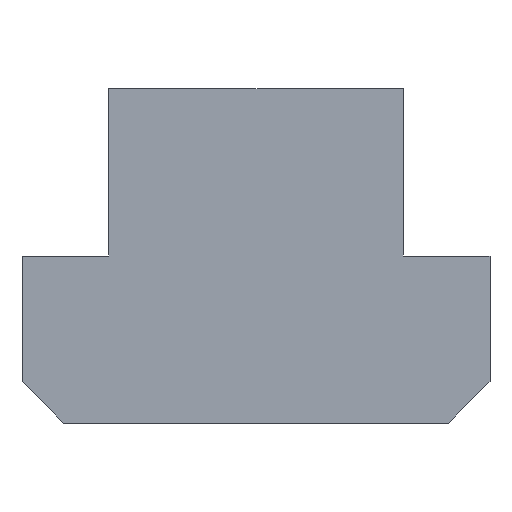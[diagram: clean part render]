
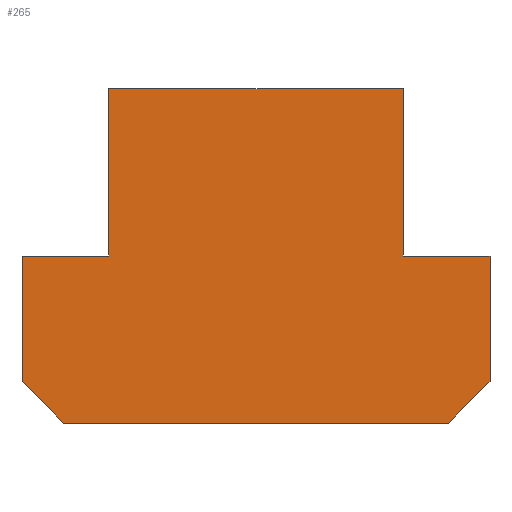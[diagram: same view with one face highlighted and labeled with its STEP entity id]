
A CAD part, front view. The second image highlights one B-rep face of the part: STEP entity #265.
In plain terms, the highlighted planar face has unit normal (0, -1, 0).
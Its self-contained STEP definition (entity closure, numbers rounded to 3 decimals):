
#107=VERTEX_POINT('',#289);
#109=EDGE_CURVE('',#107,#153,#291,.T.);
#115=VERTEX_POINT('',#297);
#119=EDGE_CURVE('',#135,#239,#301,.T.);
#129=EDGE_CURVE('',#155,#135,#312,.T.);
#135=VERTEX_POINT('',#319);
#151=EDGE_CURVE('',#153,#155,#338,.T.);
#153=VERTEX_POINT('',#340);
#155=VERTEX_POINT('',#342);
#161=EDGE_CURVE('',#191,#107,#348,.T.);
#185=EDGE_CURVE('',#199,#191,#376,.T.);
#191=VERTEX_POINT('',#384);
#197=EDGE_CURVE('',#223,#199,#391,.T.);
#199=VERTEX_POINT('',#393);
#221=EDGE_CURVE('',#115,#223,#415,.T.);
#223=VERTEX_POINT('',#417);
#237=EDGE_CURVE('',#239,#259,#432,.T.);
#239=VERTEX_POINT('',#434);
#253=EDGE_CURVE('',#259,#115,#450,.T.);
#259=VERTEX_POINT('',#456);
#265=ADVANCED_FACE('',(#462),#463,.T.);
#289=CARTESIAN_POINT('',(-8.8,-14.0,10.0));
#291=LINE('',#482,#483);
#297=CARTESIAN_POINT('',(-11.5,-14.0,-10.0));
#301=LINE('',#499,#500);
#312=LINE('',#515,#516);
#319=CARTESIAN_POINT('',(14.0,-14.0,0.0));
#338=LINE('',#548,#549);
#340=CARTESIAN_POINT('',(8.8,-14.0,10.0));
#342=CARTESIAN_POINT('',(8.8,-14.0,0.0));
#348=LINE('',#561,#562);
#376=LINE('',#600,#601);
#384=CARTESIAN_POINT('',(-8.8,-14.0,0.0));
#391=LINE('',#621,#622);
#393=CARTESIAN_POINT('',(-14.,-14.0,0.0));
#415=LINE('',#659,#660);
#417=CARTESIAN_POINT('',(-14.,-14.0,-7.5));
#432=LINE('',#682,#683);
#434=CARTESIAN_POINT('',(14.0,-14.0,-7.5));
#450=LINE('',#708,#709);
#456=CARTESIAN_POINT('',(11.5,-14.0,-10.0));
#462=FACE_OUTER_BOUND('',#725,.T.);
#463=PLANE('',#726);
#482=CARTESIAN_POINT('',(8.8,-14.0,10.0));
#483=VECTOR('',#736,1.0);
#499=CARTESIAN_POINT('',(14.0,-14.0,-7.5));
#500=VECTOR('',#742,1.0);
#515=CARTESIAN_POINT('',(14.0,-14.0,0.0));
#516=VECTOR('',#754,1.0);
#548=CARTESIAN_POINT('',(8.8,-14.0,0.0));
#549=VECTOR('',#798,1.0);
#561=CARTESIAN_POINT('',(-8.8,-14.0,10.0));
#562=VECTOR('',#802,1.0);
#600=CARTESIAN_POINT('',(-8.8,-14.0,0.0));
#601=VECTOR('',#836,1.0);
#621=CARTESIAN_POINT('',(-14.,-14.0,0.0));
#622=VECTOR('',#857,1.0);
#659=CARTESIAN_POINT('',(-14.,-14.0,-7.5));
#660=VECTOR('',#869,1.0);
#682=CARTESIAN_POINT('',(11.5,-14.0,-10.0));
#683=VECTOR('',#880,1.0);
#708=CARTESIAN_POINT('',(-11.5,-14.0,-10.0));
#709=VECTOR('',#900,1.0);
#725=EDGE_LOOP('',(#904,#905,#906,#907,#908,#909,#910,#911,#912,#913));
#726=AXIS2_PLACEMENT_3D('',#914,#915,#916);
#736=DIRECTION('',(1.0,0.0,0.0));
#742=DIRECTION('',(0.0,0.,-1.0));
#754=DIRECTION('',(1.0,0.0,0.0));
#798=DIRECTION('',(0.0,0.,-1.0));
#802=DIRECTION('',(0.0,0.,1.0));
#836=DIRECTION('',(1.0,0.0,0.0));
#857=DIRECTION('',(0.0,0.,1.0));
#869=DIRECTION('',(-0.707,0.,0.707));
#880=DIRECTION('',(-0.707,0.,-0.707));
#900=DIRECTION('',(-1.0,0.0,0.0));
#904=ORIENTED_EDGE('',*,*,#237,.F.);
#905=ORIENTED_EDGE('',*,*,#119,.F.);
#906=ORIENTED_EDGE('',*,*,#129,.F.);
#907=ORIENTED_EDGE('',*,*,#151,.F.);
#908=ORIENTED_EDGE('',*,*,#109,.F.);
#909=ORIENTED_EDGE('',*,*,#161,.F.);
#910=ORIENTED_EDGE('',*,*,#185,.F.);
#911=ORIENTED_EDGE('',*,*,#197,.F.);
#912=ORIENTED_EDGE('',*,*,#221,.F.);
#913=ORIENTED_EDGE('',*,*,#253,.F.);
#914=CARTESIAN_POINT('',(0.0,-14.0,-0.775));
#915=DIRECTION('',(0.0,-1.0,0.));
#916=DIRECTION('',(1.0,0.0,0.0));
